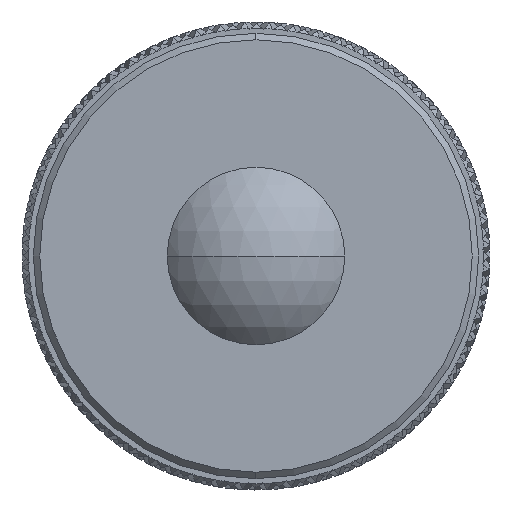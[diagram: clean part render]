
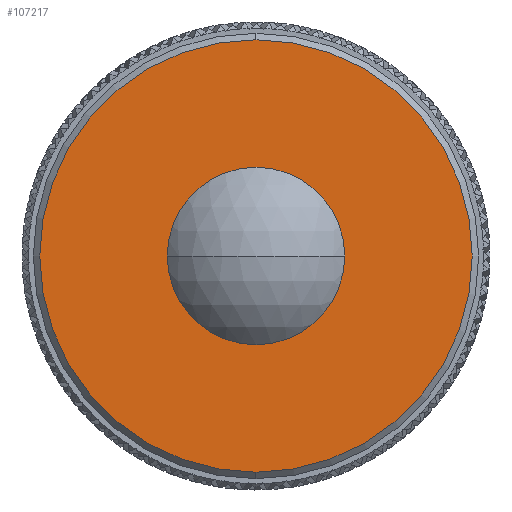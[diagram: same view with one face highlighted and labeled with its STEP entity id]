
A CAD part, left-side view. The second image highlights one B-rep face of the part: STEP entity #107217.
In plain terms, the highlighted planar face has unit normal (-1, 0, 0).
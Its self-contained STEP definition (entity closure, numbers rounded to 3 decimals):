
#2885 = CARTESIAN_POINT ( 'NONE',  ( 0., 0., 0. ) ) ;
#22174 = ORIENTED_EDGE ( 'NONE', *, *, #152329, .F. ) ;
#23369 = DIRECTION ( 'NONE',  ( 1., 0., 0. ) ) ;
#33744 = CARTESIAN_POINT ( 'NONE',  ( 0., 0., -1.5 ) ) ;
#59055 = CIRCLE ( 'NONE', #168932, 1.5 ) ;
#59433 = DIRECTION ( 'NONE',  ( -1., 0., 0. ) ) ;
#62603 = DIRECTION ( 'NONE',  ( -1., 0., 0. ) ) ;
#67044 = DIRECTION ( 'NONE',  ( 0., 0., -1. ) ) ;
#78370 = AXIS2_PLACEMENT_3D ( 'NONE', #108888, #62603, #67044 ) ;
#80715 = EDGE_LOOP ( 'NONE', ( #22174, #221137 ) ) ;
#81181 = VERTEX_POINT ( 'NONE', #33744 ) ;
#84025 = EDGE_CURVE ( 'NONE', #278407, #113807, #111802, .T. ) ;
#100483 = EDGE_CURVE ( 'NONE', #81181, #174045, #59055, .T. ) ;
#107217 = ADVANCED_FACE ( 'NONE', ( #115998, #138396 ), #205689, .F. ) ;
#108888 = CARTESIAN_POINT ( 'NONE',  ( 0., 0., 0. ) ) ;
#111802 = CIRCLE ( 'NONE', #78370, 6.7 ) ;
#113807 = VERTEX_POINT ( 'NONE', #262213 ) ;
#114940 = DIRECTION ( 'NONE',  ( 0., 0., -1. ) ) ;
#115998 = FACE_OUTER_BOUND ( 'NONE', #171577, .T. ) ;
#120237 = CIRCLE ( 'NONE', #158380, 6.7 ) ;
#128977 = ORIENTED_EDGE ( 'NONE', *, *, #84025, .T. ) ;
#132728 = CIRCLE ( 'NONE', #223398, 1.5 ) ;
#138396 = FACE_BOUND ( 'NONE', #80715, .T. ) ;
#138829 = DIRECTION ( 'NONE',  ( -1., 0., 0. ) ) ;
#152329 = EDGE_CURVE ( 'NONE', #174045, #81181, #132728, .T. ) ;
#158380 = AXIS2_PLACEMENT_3D ( 'NONE', #2885, #138829, #114940 ) ;
#165630 = CARTESIAN_POINT ( 'NONE',  ( 0., 0., 6.7 ) ) ;
#168932 = AXIS2_PLACEMENT_3D ( 'NONE', #281636, #263541, #170891 ) ;
#170891 = DIRECTION ( 'NONE',  ( 0., 0., 1. ) ) ;
#171577 = EDGE_LOOP ( 'NONE', ( #208844, #128977 ) ) ;
#174045 = VERTEX_POINT ( 'NONE', #282867 ) ;
#205689 = PLANE ( 'NONE',  #240185 ) ;
#207175 = CARTESIAN_POINT ( 'NONE',  ( 0., 1.5, 0. ) ) ;
#208844 = ORIENTED_EDGE ( 'NONE', *, *, #270812, .T. ) ;
#221137 = ORIENTED_EDGE ( 'NONE', *, *, #100483, .F. ) ;
#223398 = AXIS2_PLACEMENT_3D ( 'NONE', #226312, #59433, #292192 ) ;
#226312 = CARTESIAN_POINT ( 'NONE',  ( 0., 0., 0. ) ) ;
#240185 = AXIS2_PLACEMENT_3D ( 'NONE', #207175, #23369, #249065 ) ;
#249065 = DIRECTION ( 'NONE',  ( 0., 0., -1. ) ) ;
#262213 = CARTESIAN_POINT ( 'NONE',  ( 0., 0., -6.7 ) ) ;
#263541 = DIRECTION ( 'NONE',  ( -1., 0., 0. ) ) ;
#270812 = EDGE_CURVE ( 'NONE', #113807, #278407, #120237, .T. ) ;
#278407 = VERTEX_POINT ( 'NONE', #165630 ) ;
#281636 = CARTESIAN_POINT ( 'NONE',  ( 0., 0., 0. ) ) ;
#282867 = CARTESIAN_POINT ( 'NONE',  ( 0., 0., 1.5 ) ) ;
#292192 = DIRECTION ( 'NONE',  ( 0., 0., 1. ) ) ;
